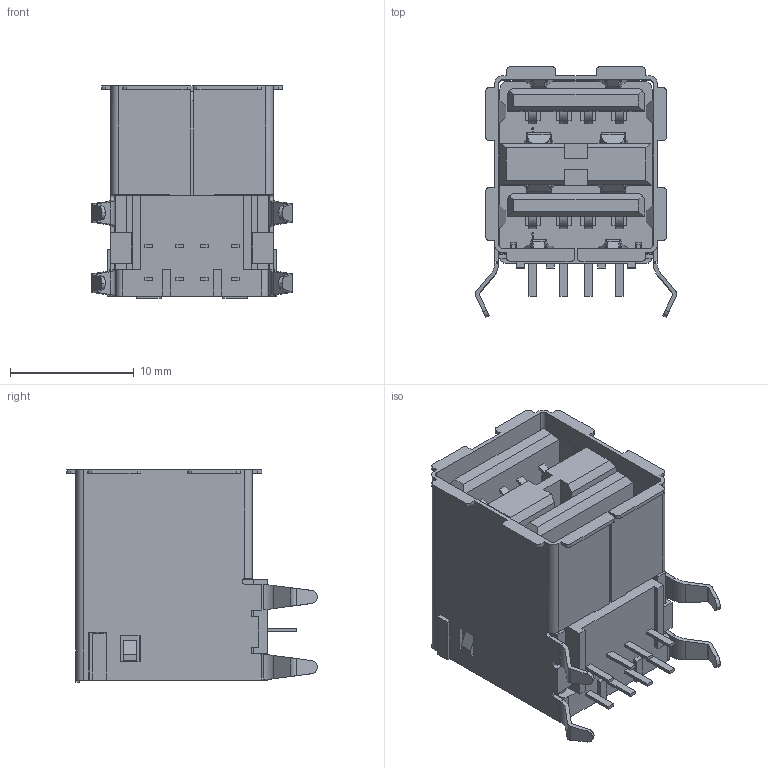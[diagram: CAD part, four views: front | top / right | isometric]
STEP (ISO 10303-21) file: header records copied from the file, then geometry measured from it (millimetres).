
FILE_DESCRIPTION((''),'2;1');
FILE_NAME('C-5787745-2','2011-04-29T',('workeradm'),('Tyco Electronics Ltd.'),'PRO/ENGINEER BY PARAMETRIC TECHNOLOGY CORPORATION, 2009300','PRO/ENGINEER BY PARAMETRIC TECHNOLOGY CORPORATION, 2009300','');
FILE_SCHEMA(('AUTOMOTIVE_DESIGN { 1 0 10303 214 1 1 1 1 }'));
Length unit declared in the file: millimetre
Products named in the file (1): C-5787745-2
Bounding box: 16.26 x 20.25 x 17.18 mm (x, y, z)
Volume: 1832.2 mm3; surface area: 3969.1 mm2
Topology: 5 solids, 5 shells, 691 faces, 1998 edges, 1328 vertices
Faces by surface type: plane 541, cylinder 150
Entity records: 23018 total; most frequent: CARTESIAN_POINT 4596, ORIENTED_EDGE 3996, DIRECTION 3358, EDGE_CURVE 1998, VECTOR 1676, LINE 1676, VERTEX_POINT 1328, AXIS2_PLACEMENT_3D 841
